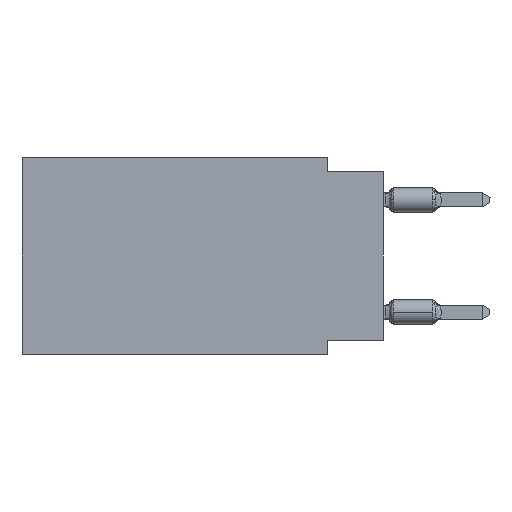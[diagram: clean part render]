
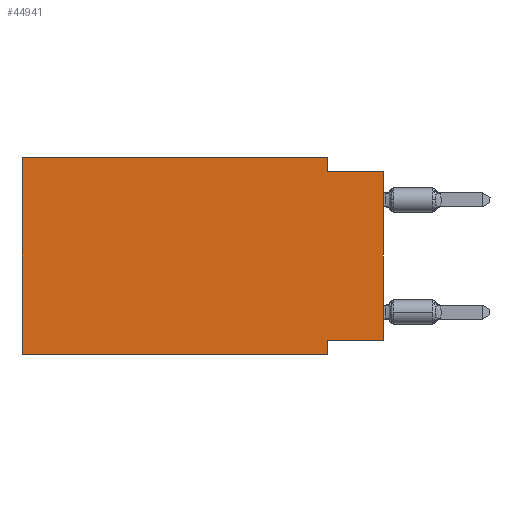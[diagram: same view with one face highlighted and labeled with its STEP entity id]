
A CAD part, left-side view. The second image highlights one B-rep face of the part: STEP entity #44941.
In plain terms, the highlighted planar face has unit normal (-1, 0, 0).
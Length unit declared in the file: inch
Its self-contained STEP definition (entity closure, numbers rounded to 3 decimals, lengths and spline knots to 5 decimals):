
#741 = CARTESIAN_POINT ( 'NONE',  ( 0., 0.645, 0. ) ) ;
#1189 = CARTESIAN_POINT ( 'NONE',  ( 0., 0.1, -0.35 ) ) ;
#1503 = DIRECTION ( 'NONE',  ( 0., -1., 0. ) ) ;
#2714 = FACE_OUTER_BOUND ( 'NONE', #44787, .T. ) ;
#2999 = CARTESIAN_POINT ( 'NONE',  ( 0., 0.1, -0.025 ) ) ;
#6543 = EDGE_CURVE ( 'NONE', #43164, #12417, #18381, .T. ) ;
#6808 = DIRECTION ( 'NONE',  ( 0., 0., -1. ) ) ;
#9662 = CARTESIAN_POINT ( 'NONE',  ( 0., 0.645, 0. ) ) ;
#10036 = VERTEX_POINT ( 'NONE', #44748 ) ;
#10504 = ORIENTED_EDGE ( 'NONE', *, *, #10805, .F. ) ;
#10805 = EDGE_CURVE ( 'NONE', #13057, #29598, #24090, .T. ) ;
#11209 = VECTOR ( 'NONE', #18852, 39.37008 ) ;
#11717 = LINE ( 'NONE', #25720, #11209 ) ;
#12417 = VERTEX_POINT ( 'NONE', #19840 ) ;
#12933 = CARTESIAN_POINT ( 'NONE',  ( 0., 0., -0.025 ) ) ;
#13019 = DIRECTION ( 'NONE',  ( 1., 0., 0. ) ) ;
#13057 = VERTEX_POINT ( 'NONE', #13569 ) ;
#13569 = CARTESIAN_POINT ( 'NONE',  ( 0., 0., -0.325 ) ) ;
#14359 = VECTOR ( 'NONE', #30503, 39.37008 ) ;
#14791 = EDGE_CURVE ( 'NONE', #10036, #43164, #11717, .T. ) ;
#15224 = VERTEX_POINT ( 'NONE', #43569 ) ;
#15425 = EDGE_CURVE ( 'NONE', #12417, #41908, #36535, .T. ) ;
#16244 = VECTOR ( 'NONE', #23941, 39.37008 ) ;
#17209 = CARTESIAN_POINT ( 'NONE',  ( 0., 0.1, -0.325 ) ) ;
#18381 = LINE ( 'NONE', #741, #18896 ) ;
#18852 = DIRECTION ( 'NONE',  ( 0., 0., 1. ) ) ;
#18896 = VECTOR ( 'NONE', #42843, 39.37008 ) ;
#18921 = LINE ( 'NONE', #32890, #36163 ) ;
#19840 = CARTESIAN_POINT ( 'NONE',  ( 0., 0.1, 0. ) ) ;
#19917 = PLANE ( 'NONE',  #26486 ) ;
#20723 = ORIENTED_EDGE ( 'NONE', *, *, #6543, .F. ) ;
#23279 = LINE ( 'NONE', #12933, #16244 ) ;
#23326 = ORIENTED_EDGE ( 'NONE', *, *, #42727, .F. ) ;
#23941 = DIRECTION ( 'NONE',  ( 0., -1., 0. ) ) ;
#24090 = LINE ( 'NONE', #40761, #14359 ) ;
#24713 = EDGE_CURVE ( 'NONE', #29598, #15224, #28222, .T. ) ;
#25686 = DIRECTION ( 'NONE',  ( 0., 0., 1. ) ) ;
#25720 = CARTESIAN_POINT ( 'NONE',  ( 0., 0.645, 0. ) ) ;
#26362 = ORIENTED_EDGE ( 'NONE', *, *, #24713, .F. ) ;
#26486 = AXIS2_PLACEMENT_3D ( 'NONE', #45036, #13019, #6808 ) ;
#26725 = ORIENTED_EDGE ( 'NONE', *, *, #14791, .F. ) ;
#27679 = VECTOR ( 'NONE', #25686, 39.37008 ) ;
#28222 = LINE ( 'NONE', #1189, #31814 ) ;
#28874 = CARTESIAN_POINT ( 'NONE',  ( 0., 0., 0. ) ) ;
#28990 = CARTESIAN_POINT ( 'NONE',  ( 0., 0.1, 0. ) ) ;
#29598 = VERTEX_POINT ( 'NONE', #17209 ) ;
#29863 = ORIENTED_EDGE ( 'NONE', *, *, #15425, .F. ) ;
#30503 = DIRECTION ( 'NONE',  ( 0., 1., 0. ) ) ;
#30864 = EDGE_CURVE ( 'NONE', #13057, #45017, #39384, .T. ) ;
#31583 = EDGE_CURVE ( 'NONE', #10036, #15224, #18921, .T. ) ;
#31814 = VECTOR ( 'NONE', #42165, 39.37008 ) ;
#32890 = CARTESIAN_POINT ( 'NONE',  ( 0., 0.645, -0.35 ) ) ;
#33116 = DIRECTION ( 'NONE',  ( 0., 0., -1. ) ) ;
#33876 = CARTESIAN_POINT ( 'NONE',  ( 0., 0., -0.025 ) ) ;
#35244 = ORIENTED_EDGE ( 'NONE', *, *, #31583, .T. ) ;
#36163 = VECTOR ( 'NONE', #1503, 39.37008 ) ;
#36535 = LINE ( 'NONE', #28990, #41949 ) ;
#38773 = ORIENTED_EDGE ( 'NONE', *, *, #30864, .T. ) ;
#39384 = LINE ( 'NONE', #28874, #27679 ) ;
#40761 = CARTESIAN_POINT ( 'NONE',  ( 0., 0., -0.325 ) ) ;
#41908 = VERTEX_POINT ( 'NONE', #2999 ) ;
#41949 = VECTOR ( 'NONE', #33116, 39.37008 ) ;
#42165 = DIRECTION ( 'NONE',  ( 0., 0., -1. ) ) ;
#42727 = EDGE_CURVE ( 'NONE', #41908, #45017, #23279, .T. ) ;
#42843 = DIRECTION ( 'NONE',  ( 0., -1., 0. ) ) ;
#43164 = VERTEX_POINT ( 'NONE', #9662 ) ;
#43569 = CARTESIAN_POINT ( 'NONE',  ( 0., 0.1, -0.35 ) ) ;
#44748 = CARTESIAN_POINT ( 'NONE',  ( 0., 0.645, -0.35 ) ) ;
#44787 = EDGE_LOOP ( 'NONE', ( #38773, #23326, #29863, #20723, #26725, #35244, #26362, #10504 ) ) ;
#44941 = ADVANCED_FACE ( 'NONE', ( #2714 ), #19917, .F. ) ;
#45017 = VERTEX_POINT ( 'NONE', #33876 ) ;
#45036 = CARTESIAN_POINT ( 'NONE',  ( 0., 0.645, 0. ) ) ;
